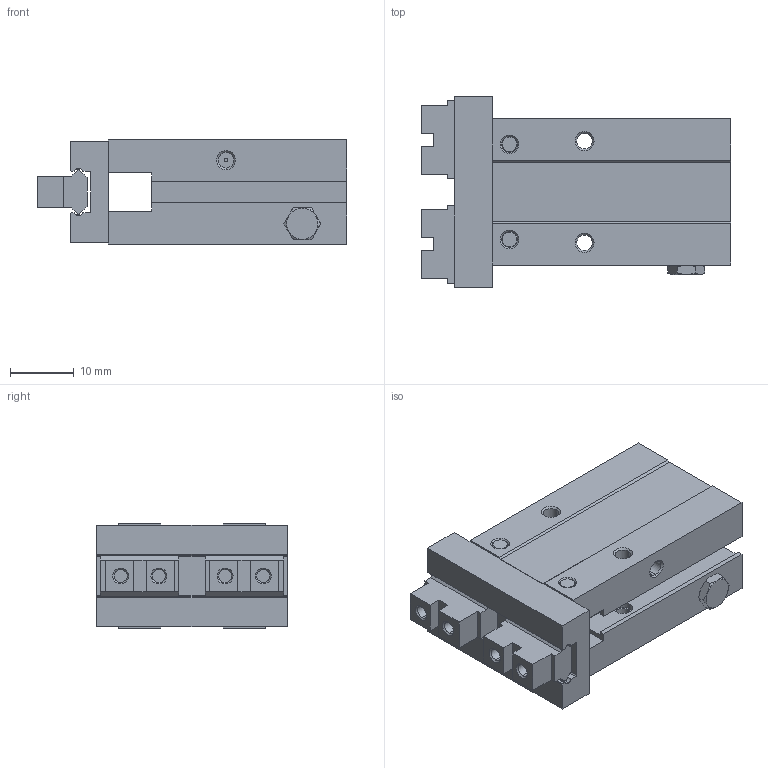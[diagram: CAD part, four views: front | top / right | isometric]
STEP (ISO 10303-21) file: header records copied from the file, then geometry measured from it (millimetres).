
FILE_DESCRIPTION (( 'STEP AP203' ), '1' );
FILE_NAME ('KP10MSA-MB.step', '2017-07-18T20:17:29', ( '' ), ( '' ), 'SwSTEP 2.0', 'SolidWorks 2017', '' );
FILE_SCHEMA (( 'CONFIG_CONTROL_DESIGN' ));
Length unit declared in the file: millimetre
Products named in the file (4): KP10MSA-MB-1; KP10MSA-MB-2; KP10MSA-MB-3; KP10MSA-MB
Assembly tree (3 placements, depth 2):
  KP10MSA-MB
    KP10MSA-MB-1
    KP10MSA-MB-2
    KP10MSA-MB-3
Bounding box: 48.7 x 30 x 16.5 mm (x, y, z)
Volume: 14272.8 mm3; surface area: 7388.6 mm2
Topology: 3 solids, 4 shells, 240 faces, 580 edges, 368 vertices
Faces by surface type: plane 126, cone 58, cylinder 56
Entity records: 7554 total; most frequent: CARTESIAN_POINT 1594, ORIENTED_EDGE 1160, DIRECTION 1134, EDGE_CURVE 580, AXIS2_PLACEMENT_3D 424, VERTEX_POINT 368, LINE 286, VECTOR 286
